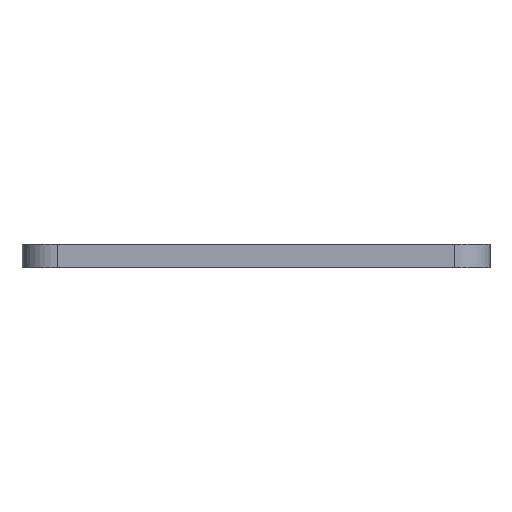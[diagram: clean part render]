
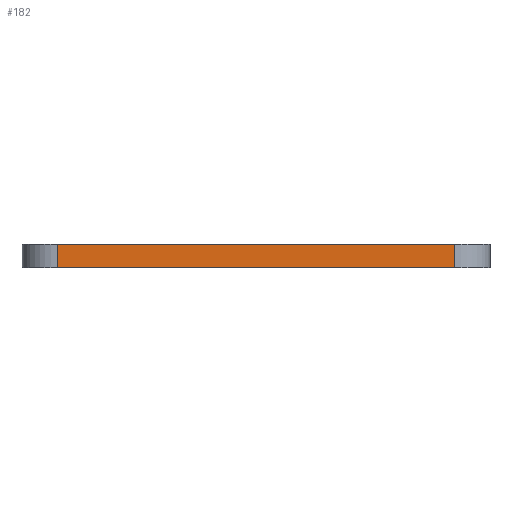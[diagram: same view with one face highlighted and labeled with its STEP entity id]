
A CAD part, left-side view. The second image highlights one B-rep face of the part: STEP entity #182.
In plain terms, the highlighted planar face has unit normal (-1, 0, 0).
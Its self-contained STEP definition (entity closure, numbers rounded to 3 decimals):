
#11 = AXIS2_PLACEMENT_3D ( 'NONE', #429, #372, #307 ) ;
#42 = VECTOR ( 'NONE', #750, 1000. ) ;
#52 = CARTESIAN_POINT ( 'NONE',  ( -35., -17., 2. ) ) ;
#62 = DIRECTION ( 'NONE',  ( 0., 0., -1. ) ) ;
#111 = EDGE_CURVE ( 'NONE', #644, #190, #204, .T. ) ;
#159 = ORIENTED_EDGE ( 'NONE', *, *, #111, .T. ) ;
#163 = FACE_OUTER_BOUND ( 'NONE', #749, .T. ) ;
#168 = EDGE_CURVE ( 'NONE', #644, #339, #208, .T. ) ;
#182 = ADVANCED_FACE ( 'NONE', ( #163 ), #427, .T. ) ;
#186 = VECTOR ( 'NONE', #62, 1000. ) ;
#190 = VERTEX_POINT ( 'NONE', #638 ) ;
#204 = LINE ( 'NONE', #472, #42 ) ;
#208 = LINE ( 'NONE', #539, #186 ) ;
#225 = EDGE_CURVE ( 'NONE', #339, #657, #449, .T. ) ;
#246 = CARTESIAN_POINT ( 'NONE',  ( -35., 0., 0. ) ) ;
#261 = CARTESIAN_POINT ( 'NONE',  ( -35., 17., 0. ) ) ;
#306 = DIRECTION ( 'NONE',  ( 0., 0., -1. ) ) ;
#307 = DIRECTION ( 'NONE',  ( 0., 0., 1. ) ) ;
#335 = CARTESIAN_POINT ( 'NONE',  ( -35., 17., 2. ) ) ;
#339 = VERTEX_POINT ( 'NONE', #612 ) ;
#372 = DIRECTION ( 'NONE',  ( -1., 0., 0. ) ) ;
#390 = EDGE_CURVE ( 'NONE', #190, #657, #507, .T. ) ;
#408 = VECTOR ( 'NONE', #536, 1000. ) ;
#427 = PLANE ( 'NONE',  #11 ) ;
#429 = CARTESIAN_POINT ( 'NONE',  ( -35., 0., 2. ) ) ;
#449 = LINE ( 'NONE', #246, #408 ) ;
#463 = ORIENTED_EDGE ( 'NONE', *, *, #168, .F. ) ;
#472 = CARTESIAN_POINT ( 'NONE',  ( -35., 0., 2. ) ) ;
#507 = LINE ( 'NONE', #335, #763 ) ;
#536 = DIRECTION ( 'NONE',  ( 0., 1., 0. ) ) ;
#539 = CARTESIAN_POINT ( 'NONE',  ( -35., -17., 2. ) ) ;
#542 = ORIENTED_EDGE ( 'NONE', *, *, #390, .T. ) ;
#612 = CARTESIAN_POINT ( 'NONE',  ( -35., -17., 0. ) ) ;
#638 = CARTESIAN_POINT ( 'NONE',  ( -35., 17., 2. ) ) ;
#644 = VERTEX_POINT ( 'NONE', #52 ) ;
#657 = VERTEX_POINT ( 'NONE', #261 ) ;
#746 = ORIENTED_EDGE ( 'NONE', *, *, #225, .F. ) ;
#749 = EDGE_LOOP ( 'NONE', ( #746, #463, #159, #542 ) ) ;
#750 = DIRECTION ( 'NONE',  ( 0., 1., 0. ) ) ;
#763 = VECTOR ( 'NONE', #306, 1000. ) ;
